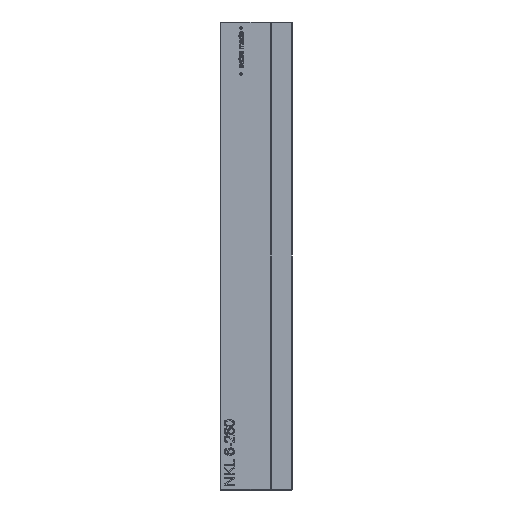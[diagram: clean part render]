
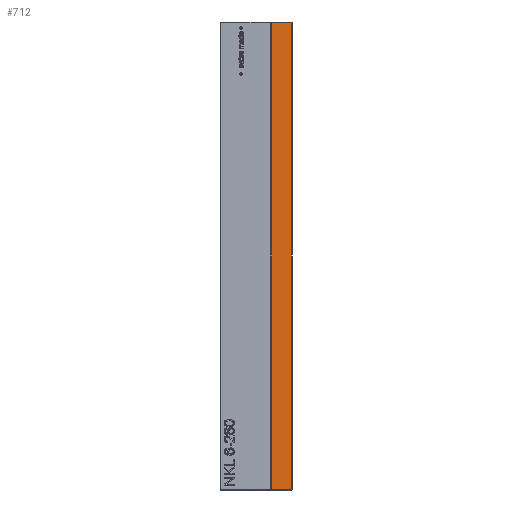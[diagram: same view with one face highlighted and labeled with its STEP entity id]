
A CAD part, left-side view. The second image highlights one B-rep face of the part: STEP entity #712.
In plain terms, the highlighted planar face has unit normal (-1, 0, 0).
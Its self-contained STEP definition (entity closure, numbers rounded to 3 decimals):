
#36 = EDGE_CURVE('',#37,#39,#41,.T.);
#37 = VERTEX_POINT('',#38);
#38 = CARTESIAN_POINT('',(-50.,11.5,0.3));
#39 = VERTEX_POINT('',#40);
#40 = CARTESIAN_POINT('',(-50.,11.5,259.7));
#41 = SURFACE_CURVE('',#42,(#46,#58),.PCURVE_S1.);
#42 = LINE('',#43,#44);
#43 = CARTESIAN_POINT('',(-50.,11.5,0.));
#44 = VECTOR('',#45,1.);
#45 = DIRECTION('',(0.,0.,1.));
#46 = PCURVE('',#47,#52);
#47 = PLANE('',#48);
#48 = AXIS2_PLACEMENT_3D('',#49,#50,#51);
#49 = CARTESIAN_POINT('',(-22.74,11.5,0.));
#50 = DIRECTION('',(0.,-1.,0.));
#51 = DIRECTION('',(-1.,0.,0.));
#52 = DEFINITIONAL_REPRESENTATION('',(#53),#57);
#53 = LINE('',#54,#55);
#54 = CARTESIAN_POINT('',(27.26,0.));
#55 = VECTOR('',#56,1.);
#56 = DIRECTION('',(0.,-1.));
#57 = ( GEOMETRIC_REPRESENTATION_CONTEXT(2) 
PARAMETRIC_REPRESENTATION_CONTEXT() REPRESENTATION_CONTEXT('2D SPACE',''
  ) );
#58 = PCURVE('',#59,#64);
#59 = PLANE('',#60);
#60 = AXIS2_PLACEMENT_3D('',#61,#62,#63);
#61 = CARTESIAN_POINT('',(-50.,0.,0.));
#62 = DIRECTION('',(-1.,0.,0.));
#63 = DIRECTION('',(0.,1.,0.));
#64 = DEFINITIONAL_REPRESENTATION('',(#65),#69);
#65 = LINE('',#66,#67);
#66 = CARTESIAN_POINT('',(11.5,0.));
#67 = VECTOR('',#68,1.);
#68 = DIRECTION('',(0.,-1.));
#69 = ( GEOMETRIC_REPRESENTATION_CONTEXT(2) 
PARAMETRIC_REPRESENTATION_CONTEXT() REPRESENTATION_CONTEXT('2D SPACE',''
  ) );
#87 = PLANE('',#88);
#88 = AXIS2_PLACEMENT_3D('',#89,#90,#91);
#89 = CARTESIAN_POINT('',(-49.85,0.,0.15));
#90 = DIRECTION('',(0.707,0.,0.707)
  );
#91 = DIRECTION('',(0.,-1.,0.));
#701 = PLANE('',#702);
#702 = AXIS2_PLACEMENT_3D('',#703,#704,#705);
#703 = CARTESIAN_POINT('',(-49.85,0.,259.85));
#704 = DIRECTION('',(-0.707,0.,0.707)
  );
#705 = DIRECTION('',(0.,-1.,0.));
#712 = ADVANCED_FACE('',(#713),#59,.T.);
#713 = FACE_BOUND('',#714,.T.);
#714 = EDGE_LOOP('',(#715,#716,#739,#767));
#715 = ORIENTED_EDGE('',*,*,#36,.F.);
#716 = ORIENTED_EDGE('',*,*,#717,.F.);
#717 = EDGE_CURVE('',#718,#37,#720,.T.);
#718 = VERTEX_POINT('',#719);
#719 = CARTESIAN_POINT('',(-50.,0.3,0.3));
#720 = SURFACE_CURVE('',#721,(#725,#732),.PCURVE_S1.);
#721 = LINE('',#722,#723);
#722 = CARTESIAN_POINT('',(-50.,0.,0.3));
#723 = VECTOR('',#724,1.);
#724 = DIRECTION('',(0.,1.,0.));
#725 = PCURVE('',#59,#726);
#726 = DEFINITIONAL_REPRESENTATION('',(#727),#731);
#727 = LINE('',#728,#729);
#728 = CARTESIAN_POINT('',(0.,-0.3));
#729 = VECTOR('',#730,1.);
#730 = DIRECTION('',(1.,0.));
#731 = ( GEOMETRIC_REPRESENTATION_CONTEXT(2) 
PARAMETRIC_REPRESENTATION_CONTEXT() REPRESENTATION_CONTEXT('2D SPACE',''
  ) );
#732 = PCURVE('',#87,#733);
#733 = DEFINITIONAL_REPRESENTATION('',(#734),#738);
#734 = LINE('',#735,#736);
#735 = CARTESIAN_POINT('',(0.,-0.212));
#736 = VECTOR('',#737,1.);
#737 = DIRECTION('',(-1.,0.));
#738 = ( GEOMETRIC_REPRESENTATION_CONTEXT(2) 
PARAMETRIC_REPRESENTATION_CONTEXT() REPRESENTATION_CONTEXT('2D SPACE',''
  ) );
#739 = ORIENTED_EDGE('',*,*,#740,.T.);
#740 = EDGE_CURVE('',#718,#741,#743,.T.);
#741 = VERTEX_POINT('',#742);
#742 = CARTESIAN_POINT('',(-50.,0.3,259.7));
#743 = SURFACE_CURVE('',#744,(#748,#755),.PCURVE_S1.);
#744 = LINE('',#745,#746);
#745 = CARTESIAN_POINT('',(-50.,0.3,0.));
#746 = VECTOR('',#747,1.);
#747 = DIRECTION('',(0.,0.,1.));
#748 = PCURVE('',#59,#749);
#749 = DEFINITIONAL_REPRESENTATION('',(#750),#754);
#750 = LINE('',#751,#752);
#751 = CARTESIAN_POINT('',(0.3,0.));
#752 = VECTOR('',#753,1.);
#753 = DIRECTION('',(0.,-1.));
#754 = ( GEOMETRIC_REPRESENTATION_CONTEXT(2) 
PARAMETRIC_REPRESENTATION_CONTEXT() REPRESENTATION_CONTEXT('2D SPACE',''
  ) );
#755 = PCURVE('',#756,#761);
#756 = PLANE('',#757);
#757 = AXIS2_PLACEMENT_3D('',#758,#759,#760);
#758 = CARTESIAN_POINT('',(-49.85,0.15,0.));
#759 = DIRECTION('',(0.707,0.707,0.)
  );
#760 = DIRECTION('',(0.,0.,1.));
#761 = DEFINITIONAL_REPRESENTATION('',(#762),#766);
#762 = LINE('',#763,#764);
#763 = CARTESIAN_POINT('',(0.,-0.212));
#764 = VECTOR('',#765,1.);
#765 = DIRECTION('',(1.,0.));
#766 = ( GEOMETRIC_REPRESENTATION_CONTEXT(2) 
PARAMETRIC_REPRESENTATION_CONTEXT() REPRESENTATION_CONTEXT('2D SPACE',''
  ) );
#767 = ORIENTED_EDGE('',*,*,#768,.T.);
#768 = EDGE_CURVE('',#741,#39,#769,.T.);
#769 = SURFACE_CURVE('',#770,(#774,#781),.PCURVE_S1.);
#770 = LINE('',#771,#772);
#771 = CARTESIAN_POINT('',(-50.,0.,259.7));
#772 = VECTOR('',#773,1.);
#773 = DIRECTION('',(0.,1.,0.));
#774 = PCURVE('',#59,#775);
#775 = DEFINITIONAL_REPRESENTATION('',(#776),#780);
#776 = LINE('',#777,#778);
#777 = CARTESIAN_POINT('',(0.,-259.7));
#778 = VECTOR('',#779,1.);
#779 = DIRECTION('',(1.,0.));
#780 = ( GEOMETRIC_REPRESENTATION_CONTEXT(2) 
PARAMETRIC_REPRESENTATION_CONTEXT() REPRESENTATION_CONTEXT('2D SPACE',''
  ) );
#781 = PCURVE('',#701,#782);
#782 = DEFINITIONAL_REPRESENTATION('',(#783),#787);
#783 = LINE('',#784,#785);
#784 = CARTESIAN_POINT('',(0.,-0.212));
#785 = VECTOR('',#786,1.);
#786 = DIRECTION('',(-1.,0.));
#787 = ( GEOMETRIC_REPRESENTATION_CONTEXT(2) 
PARAMETRIC_REPRESENTATION_CONTEXT() REPRESENTATION_CONTEXT('2D SPACE',''
  ) );
